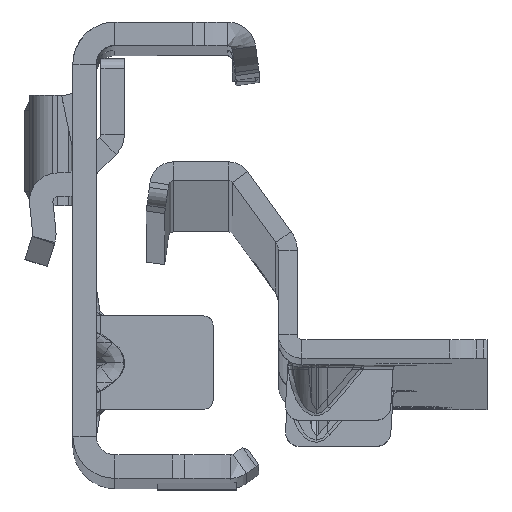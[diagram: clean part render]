
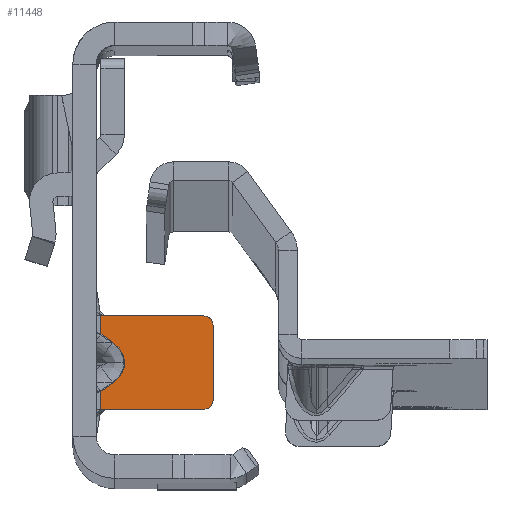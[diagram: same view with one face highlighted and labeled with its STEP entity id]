
A CAD part, top view. The second image highlights one B-rep face of the part: STEP entity #11448.
In plain terms, the highlighted planar face has unit normal (0, 0, 1).
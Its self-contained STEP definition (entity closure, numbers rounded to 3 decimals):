
#410 = CARTESIAN_POINT ( 'NONE',  ( 11.5, -5.6, -591.5 ) ) ;
#445 = CIRCLE ( 'NONE', #6862, 1. ) ;
#1091 = CARTESIAN_POINT ( 'NONE',  ( 12.5, -6.6, -591.5 ) ) ;
#1098 = FACE_OUTER_BOUND ( 'NONE', #10045, .T. ) ;
#1189 = PLANE ( 'NONE',  #13698 ) ;
#1233 = VERTEX_POINT ( 'NONE', #5444 ) ;
#1268 = CARTESIAN_POINT ( 'NONE',  ( 0.5, -5.6, -591.5 ) ) ;
#1394 = ORIENTED_EDGE ( 'NONE', *, *, #17498, .F. ) ;
#1470 = LINE ( 'NONE', #16082, #14102 ) ;
#1658 = CARTESIAN_POINT ( 'NONE',  ( 3.573, -9.692, -591.5 ) ) ;
#1868 = EDGE_CURVE ( 'NONE', #5911, #15299, #10285, .T. ) ;
#2010 = CARTESIAN_POINT ( 'NONE',  ( 0.5, 22.3, -591.5 ) ) ;
#2236 = CARTESIAN_POINT ( 'NONE',  ( -37.326, 22.3, -591.5 ) ) ;
#2342 = CARTESIAN_POINT ( 'NONE',  ( 0.5, 22.3, -591.5 ) ) ;
#2471 = VECTOR ( 'NONE', #14808, 1000. ) ;
#2681 = DIRECTION ( 'NONE',  ( 0., 1., 0. ) ) ;
#3324 = VERTEX_POINT ( 'NONE', #17946 ) ;
#3483 =( BOUNDED_CURVE ( )  B_SPLINE_CURVE ( 3, ( #17905, #14812, #1658, #7522 ),
 .UNSPECIFIED., .F., .F. ) 
 B_SPLINE_CURVE_WITH_KNOTS ( ( 4, 4 ),
 ( 2.356, 3.927 ),
 .UNSPECIFIED. ) 
 CURVE ( )  GEOMETRIC_REPRESENTATION_ITEM ( )  RATIONAL_B_SPLINE_CURVE ( ( 1., 0.805, 0.805, 1. ) ) 
 REPRESENTATION_ITEM ( '' )  );
#3541 = LINE ( 'NONE', #2010, #17098 ) ;
#3999 = CARTESIAN_POINT ( 'NONE',  ( 1.757, -12.792, -591.5 ) ) ;
#4281 = VECTOR ( 'NONE', #6612, 1000. ) ;
#4473 = CARTESIAN_POINT ( 'NONE',  ( 0.5, -7.519, -591.5 ) ) ;
#4533 = LINE ( 'NONE', #10417, #10606 ) ;
#4716 = VECTOR ( 'NONE', #18308, 1000. ) ;
#4775 = DIRECTION ( 'NONE',  ( 0., 1., 0. ) ) ;
#4865 = VECTOR ( 'NONE', #2681, 1000. ) ;
#5127 = VERTEX_POINT ( 'NONE', #11641 ) ;
#5444 = CARTESIAN_POINT ( 'NONE',  ( 0.708, -15.6, -591.5 ) ) ;
#5621 = EDGE_CURVE ( 'NONE', #15383, #12840, #7077, .T. ) ;
#5911 = VERTEX_POINT ( 'NONE', #7512 ) ;
#5947 = CARTESIAN_POINT ( 'NONE',  ( 12.5, -6.6, -591.5 ) ) ;
#6077 = AXIS2_PLACEMENT_3D ( 'NONE', #15403, #12226, #15297 ) ;
#6421 = EDGE_CURVE ( 'NONE', #3324, #5911, #445, .T. ) ;
#6423 = CARTESIAN_POINT ( 'NONE',  ( 11.5, -14.6, -591.5 ) ) ;
#6612 = DIRECTION ( 'NONE',  ( 1., 0., 0. ) ) ;
#6818 = ORIENTED_EDGE ( 'NONE', *, *, #1868, .T. ) ;
#6862 = AXIS2_PLACEMENT_3D ( 'NONE', #6423, #18252, #4775 ) ;
#7077 = LINE ( 'NONE', #13478, #9919 ) ;
#7127 = DIRECTION ( 'NONE',  ( -1., 0., 0. ) ) ;
#7149 = ORIENTED_EDGE ( 'NONE', *, *, #14070, .F. ) ;
#7385 = VERTEX_POINT ( 'NONE', #12480 ) ;
#7512 = CARTESIAN_POINT ( 'NONE',  ( 12.5, -14.6, -591.5 ) ) ;
#7522 = CARTESIAN_POINT ( 'NONE',  ( 1.757, -8.408, -591.5 ) ) ;
#7702 = CARTESIAN_POINT ( 'NONE',  ( 1.367, -8.131, -591.5 ) ) ;
#8121 = LINE ( 'NONE', #2342, #4716 ) ;
#8191 = VERTEX_POINT ( 'NONE', #3999 ) ;
#8566 = ORIENTED_EDGE ( 'NONE', *, *, #10662, .F. ) ;
#8698 = EDGE_CURVE ( 'NONE', #5127, #7385, #8121, .T. ) ;
#8845 = ORIENTED_EDGE ( 'NONE', *, *, #8698, .F. ) ;
#8970 = LINE ( 'NONE', #7702, #2471 ) ;
#9417 = DIRECTION ( 'NONE',  ( 0., 1., 0. ) ) ;
#9594 = CARTESIAN_POINT ( 'NONE',  ( 2.624, -12.179, -591.5 ) ) ;
#9919 = VECTOR ( 'NONE', #11946, 1000. ) ;
#10022 = EDGE_CURVE ( 'NONE', #5127, #1233, #4533, .T. ) ;
#10045 = EDGE_LOOP ( 'NONE', ( #1394, #17059, #8566, #8845, #12654, #12429, #10629, #6818, #15338, #11917, #12758, #7149 ) ) ;
#10285 = LINE ( 'NONE', #5947, #4865 ) ;
#10417 = CARTESIAN_POINT ( 'NONE',  ( -1.826, -15.6, -591.5 ) ) ;
#10606 = VECTOR ( 'NONE', #17526, 1000. ) ;
#10629 = ORIENTED_EDGE ( 'NONE', *, *, #6421, .T. ) ;
#10662 = EDGE_CURVE ( 'NONE', #7385, #8191, #16696, .T. ) ;
#11319 = LINE ( 'NONE', #14004, #4281 ) ;
#11448 = ADVANCED_FACE ( 'NONE', ( #1098 ), #1189, .F. ) ;
#11641 = CARTESIAN_POINT ( 'NONE',  ( 0.5, -15.6, -591.5 ) ) ;
#11917 = ORIENTED_EDGE ( 'NONE', *, *, #17849, .T. ) ;
#11946 = DIRECTION ( 'NONE',  ( -1., 0., 0. ) ) ;
#12226 = DIRECTION ( 'NONE',  ( 0., 0., 1. ) ) ;
#12429 = ORIENTED_EDGE ( 'NONE', *, *, #16964, .T. ) ;
#12480 = CARTESIAN_POINT ( 'NONE',  ( 0.5, -13.681, -591.5 ) ) ;
#12557 = DIRECTION ( 'NONE',  ( 0.816, 0.577, 0. ) ) ;
#12654 = ORIENTED_EDGE ( 'NONE', *, *, #10022, .T. ) ;
#12758 = ORIENTED_EDGE ( 'NONE', *, *, #5621, .T. ) ;
#12840 = VERTEX_POINT ( 'NONE', #1268 ) ;
#13127 = CIRCLE ( 'NONE', #6077, 1. ) ;
#13478 = CARTESIAN_POINT ( 'NONE',  ( -1.826, -5.6, -591.5 ) ) ;
#13698 = AXIS2_PLACEMENT_3D ( 'NONE', #2236, #13960, #15512 ) ;
#13960 = DIRECTION ( 'NONE',  ( 0., 0., -1. ) ) ;
#14004 = CARTESIAN_POINT ( 'NONE',  ( -1.826, -15.6, -591.5 ) ) ;
#14070 = EDGE_CURVE ( 'NONE', #17193, #12840, #3541, .T. ) ;
#14102 = VECTOR ( 'NONE', #7127, 1000. ) ;
#14280 = VERTEX_POINT ( 'NONE', #14861 ) ;
#14808 = DIRECTION ( 'NONE',  ( -0.816, 0.577, 0. ) ) ;
#14812 = CARTESIAN_POINT ( 'NONE',  ( 3.573, -11.508, -591.5 ) ) ;
#14861 = CARTESIAN_POINT ( 'NONE',  ( 1.757, -8.408, -591.5 ) ) ;
#15214 = VECTOR ( 'NONE', #12557, 1000. ) ;
#15251 = EDGE_CURVE ( 'NONE', #15299, #15544, #13127, .T. ) ;
#15297 = DIRECTION ( 'NONE',  ( 0., -1., 0. ) ) ;
#15299 = VERTEX_POINT ( 'NONE', #1091 ) ;
#15338 = ORIENTED_EDGE ( 'NONE', *, *, #15251, .T. ) ;
#15383 = VERTEX_POINT ( 'NONE', #18776 ) ;
#15403 = CARTESIAN_POINT ( 'NONE',  ( 11.5, -6.6, -591.5 ) ) ;
#15512 = DIRECTION ( 'NONE',  ( 0., 1., 0. ) ) ;
#15544 = VERTEX_POINT ( 'NONE', #410 ) ;
#16082 = CARTESIAN_POINT ( 'NONE',  ( -1.826, -5.6, -591.5 ) ) ;
#16696 = LINE ( 'NONE', #9594, #15214 ) ;
#16964 = EDGE_CURVE ( 'NONE', #1233, #3324, #11319, .T. ) ;
#17059 = ORIENTED_EDGE ( 'NONE', *, *, #18917, .F. ) ;
#17098 = VECTOR ( 'NONE', #9417, 1000. ) ;
#17193 = VERTEX_POINT ( 'NONE', #4473 ) ;
#17498 = EDGE_CURVE ( 'NONE', #14280, #17193, #8970, .T. ) ;
#17526 = DIRECTION ( 'NONE',  ( 1., 0., 0. ) ) ;
#17849 = EDGE_CURVE ( 'NONE', #15544, #15383, #1470, .T. ) ;
#17905 = CARTESIAN_POINT ( 'NONE',  ( 1.757, -12.792, -591.5 ) ) ;
#17946 = CARTESIAN_POINT ( 'NONE',  ( 11.5, -15.6, -591.5 ) ) ;
#18252 = DIRECTION ( 'NONE',  ( 0., 0., 1. ) ) ;
#18308 = DIRECTION ( 'NONE',  ( 0., 1., 0. ) ) ;
#18776 = CARTESIAN_POINT ( 'NONE',  ( 0.708, -5.6, -591.5 ) ) ;
#18917 = EDGE_CURVE ( 'NONE', #8191, #14280, #3483, .T. ) ;
